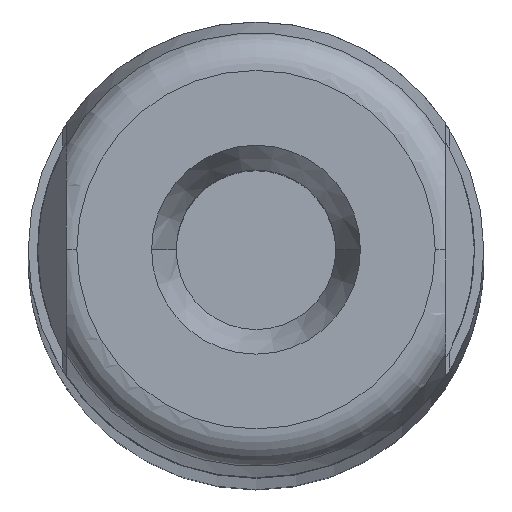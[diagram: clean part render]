
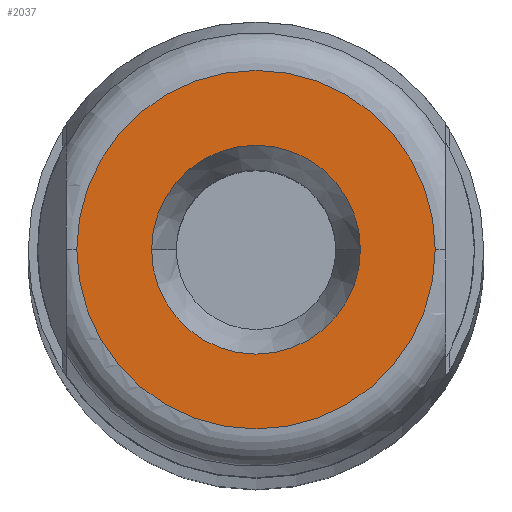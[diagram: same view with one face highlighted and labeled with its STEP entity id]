
A CAD part, top view. The second image highlights one B-rep face of the part: STEP entity #2037.
In plain terms, the highlighted planar face has unit normal (0, 0, 1).
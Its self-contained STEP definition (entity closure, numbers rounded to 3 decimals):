
#37 = CARTESIAN_POINT ( 'NONE',  ( 0., 0., 0. ) ) ;
#52 = VERTEX_POINT ( 'NONE', #803 ) ;
#58 = ORIENTED_EDGE ( 'NONE', *, *, #2449, .F. ) ;
#73 = DIRECTION ( 'NONE',  ( 0., 0., 1. ) ) ;
#106 = ORIENTED_EDGE ( 'NONE', *, *, #1647, .T. ) ;
#313 = DIRECTION ( 'NONE',  ( 0., 0., 1. ) ) ;
#363 = CARTESIAN_POINT ( 'NONE',  ( 0., 0., 0. ) ) ;
#392 = AXIS2_PLACEMENT_3D ( 'NONE', #2066, #313, #1189 ) ;
#454 = DIRECTION ( 'NONE',  ( 0., 0., 1. ) ) ;
#510 = EDGE_CURVE ( 'NONE', #1102, #1610, #2378, .T. ) ;
#523 = CARTESIAN_POINT ( 'NONE',  ( 2.75, 0., 0. ) ) ;
#636 = FACE_BOUND ( 'NONE', #2188, .T. ) ;
#803 = CARTESIAN_POINT ( 'NONE',  ( -4.72, 0., 0. ) ) ;
#1042 = PLANE ( 'NONE',  #1236 ) ;
#1044 = AXIS2_PLACEMENT_3D ( 'NONE', #1868, #73, #1226 ) ;
#1061 = CARTESIAN_POINT ( 'NONE',  ( 0., 0., 0. ) ) ;
#1095 = AXIS2_PLACEMENT_3D ( 'NONE', #37, #454, #2275 ) ;
#1102 = VERTEX_POINT ( 'NONE', #2545 ) ;
#1113 = AXIS2_PLACEMENT_3D ( 'NONE', #1061, #1524, #1538 ) ;
#1189 = DIRECTION ( 'NONE',  ( 1., 0., 0. ) ) ;
#1226 = DIRECTION ( 'NONE',  ( 1., 0., 0. ) ) ;
#1236 = AXIS2_PLACEMENT_3D ( 'NONE', #363, #1292, #1265 ) ;
#1265 = DIRECTION ( 'NONE',  ( -1., 0., 0. ) ) ;
#1292 = DIRECTION ( 'NONE',  ( 0., 0., -1. ) ) ;
#1514 = EDGE_CURVE ( 'NONE', #52, #2031, #1973, .T. ) ;
#1524 = DIRECTION ( 'NONE',  ( 0., 0., 1. ) ) ;
#1538 = DIRECTION ( 'NONE',  ( 1., 0., 0. ) ) ;
#1555 = CIRCLE ( 'NONE', #1095, 2.75 ) ;
#1610 = VERTEX_POINT ( 'NONE', #523 ) ;
#1647 = EDGE_CURVE ( 'NONE', #2031, #52, #2356, .T. ) ;
#1868 = CARTESIAN_POINT ( 'NONE',  ( 0., 0., 0. ) ) ;
#1973 = CIRCLE ( 'NONE', #392, 4.72 ) ;
#2031 = VERTEX_POINT ( 'NONE', #2132 ) ;
#2037 = ADVANCED_FACE ( 'NONE', ( #636, #2366 ), #1042, .F. ) ;
#2066 = CARTESIAN_POINT ( 'NONE',  ( 0., 0., 0. ) ) ;
#2132 = CARTESIAN_POINT ( 'NONE',  ( 4.72, 0., 0. ) ) ;
#2141 = EDGE_LOOP ( 'NONE', ( #106, #2693 ) ) ;
#2188 = EDGE_LOOP ( 'NONE', ( #58, #2870 ) ) ;
#2275 = DIRECTION ( 'NONE',  ( 1., 0., 0. ) ) ;
#2356 = CIRCLE ( 'NONE', #1044, 4.72 ) ;
#2366 = FACE_OUTER_BOUND ( 'NONE', #2141, .T. ) ;
#2378 = CIRCLE ( 'NONE', #1113, 2.75 ) ;
#2449 = EDGE_CURVE ( 'NONE', #1610, #1102, #1555, .T. ) ;
#2545 = CARTESIAN_POINT ( 'NONE',  ( -2.75, 0., 0. ) ) ;
#2693 = ORIENTED_EDGE ( 'NONE', *, *, #1514, .T. ) ;
#2870 = ORIENTED_EDGE ( 'NONE', *, *, #510, .F. ) ;
